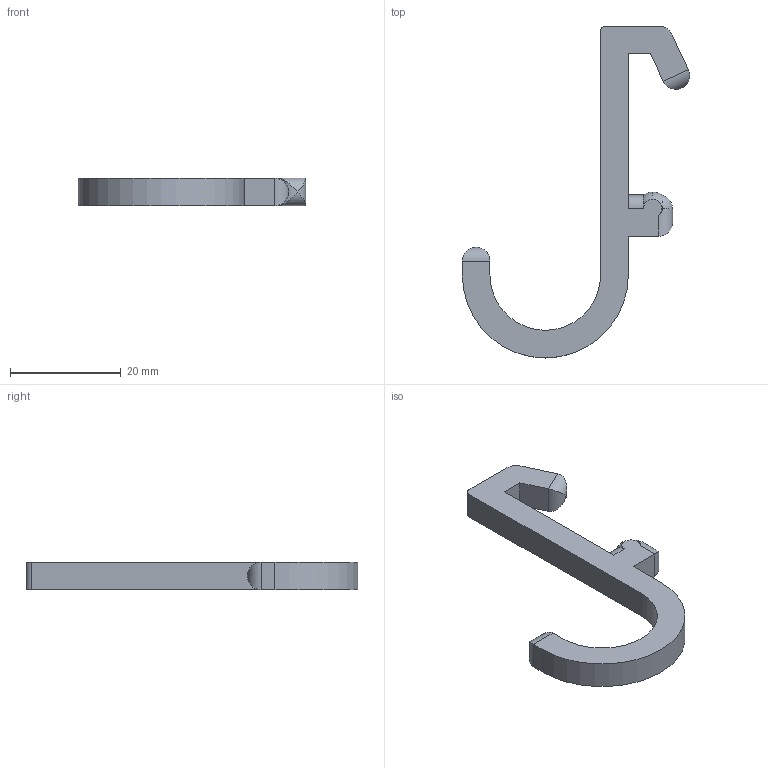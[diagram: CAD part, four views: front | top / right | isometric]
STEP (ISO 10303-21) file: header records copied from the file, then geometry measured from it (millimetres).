
FILE_DESCRIPTION (( 'STEP AP203' ), '1' );
FILE_NAME ('ｶｴｶｴｰ衵｡ｹﾒｹ', '2024-09-24T15:35:38', ( '' ), ( '' ), 'SwSTEP 2.0', 'SolidWorks 2022', '' );
FILE_SCHEMA (( 'CONFIG_CONTROL_DESIGN' ));
Length unit declared in the file: millimetre
Products named in the file (1): 韌韌啣苤境像D_1辰13D_1“∼13
Bounding box: 41.09 x 60 x 5 mm (x, y, z)
Volume: 2827.2 mm3; surface area: 2243.7 mm2
Topology: 1 solids, 1 shells, 31 faces, 75 edges, 46 vertices
Faces by surface type: cylinder 16, plane 12, sphere 3
Entity records: 980 total; most frequent: CARTESIAN_POINT 199, ORIENTED_EDGE 150, DIRECTION 145, EDGE_CURVE 75, AXIS2_PLACEMENT_3D 50, VERTEX_POINT 46, LINE 45, VECTOR 45
